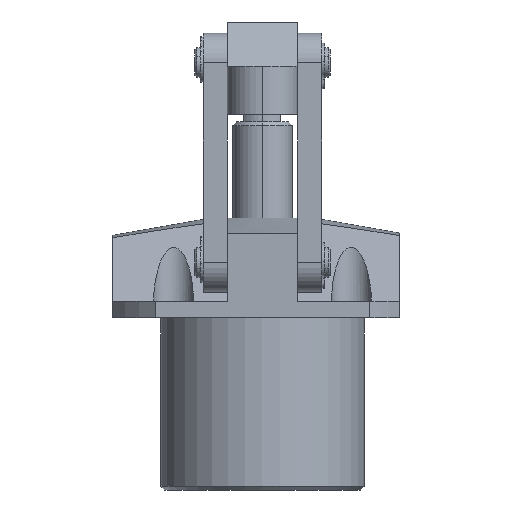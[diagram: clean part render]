
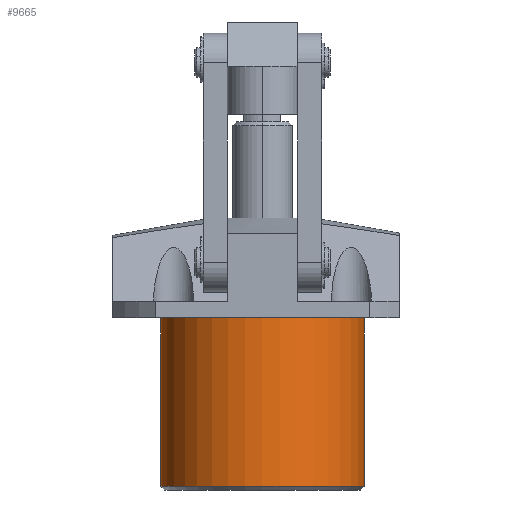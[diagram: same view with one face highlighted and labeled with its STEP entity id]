
A CAD part, front view. The second image highlights one B-rep face of the part: STEP entity #9665.
In plain terms, the highlighted cylindrical face has radius 27.5 mm (diameter 55 mm), a partial arc.
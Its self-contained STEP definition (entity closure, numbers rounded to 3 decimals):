
#275 = AXIS2_PLACEMENT_3D ( 'NONE', #781, #836, #911 ) ;
#781 = CARTESIAN_POINT ( 'NONE',  ( 0., 0., -46.5 ) ) ;
#836 = DIRECTION ( 'NONE',  ( 0., 0., 1. ) ) ;
#911 = DIRECTION ( 'NONE',  ( 1., 0., 0. ) ) ;
#1093 = CIRCLE ( 'NONE', #4478, 27.5 ) ;
#1449 = ORIENTED_EDGE ( 'NONE', *, *, #4707, .F. ) ;
#1629 = DIRECTION ( 'NONE',  ( 0., 0., 1. ) ) ;
#1638 = CARTESIAN_POINT ( 'NONE',  ( -27.5, 0., -46.5 ) ) ;
#2664 = VERTEX_POINT ( 'NONE', #9616 ) ;
#2665 = VERTEX_POINT ( 'NONE', #9610 ) ;
#2680 = VERTEX_POINT ( 'NONE', #9923 ) ;
#2684 = VERTEX_POINT ( 'NONE', #9919 ) ;
#4478 = AXIS2_PLACEMENT_3D ( 'NONE', #5584, #5583, #5582 ) ;
#4613 = AXIS2_PLACEMENT_3D ( 'NONE', #8092, #8090, #8088 ) ;
#4707 = EDGE_CURVE ( 'NONE', #2665, #2680, #7414, .T. ) ;
#4769 = EDGE_CURVE ( 'NONE', #2684, #2680, #7566, .T. ) ;
#4925 = EDGE_CURVE ( 'NONE', #2664, #2684, #6502, .T. ) ;
#5073 = EDGE_CURVE ( 'NONE', #2665, #2664, #1093, .T. ) ;
#5582 = DIRECTION ( 'NONE',  ( -1., 0., 0. ) ) ;
#5583 = DIRECTION ( 'NONE',  ( 0., 0., 1. ) ) ;
#5584 = CARTESIAN_POINT ( 'NONE',  ( 0., 0., -45.5 ) ) ;
#6148 = FACE_OUTER_BOUND ( 'NONE', #8652, .T. ) ;
#6154 = CYLINDRICAL_SURFACE ( 'NONE', #275, 27.5 ) ;
#6502 = LINE ( 'NONE', #8165, #6505 ) ;
#6505 = VECTOR ( 'NONE', #8705, 1000. ) ;
#7414 = LINE ( 'NONE', #1638, #7423 ) ;
#7423 = VECTOR ( 'NONE', #1629, 1000. ) ;
#7566 = CIRCLE ( 'NONE', #4613, 27.5 ) ;
#8088 = DIRECTION ( 'NONE',  ( 1., 0., 0. ) ) ;
#8090 = DIRECTION ( 'NONE',  ( 0., 0., -1. ) ) ;
#8092 = CARTESIAN_POINT ( 'NONE',  ( 0., 0., 0. ) ) ;
#8165 = CARTESIAN_POINT ( 'NONE',  ( 27.5, 0., -46.5 ) ) ;
#8349 = ORIENTED_EDGE ( 'NONE', *, *, #4769, .T. ) ;
#8353 = ORIENTED_EDGE ( 'NONE', *, *, #4925, .T. ) ;
#8382 = ORIENTED_EDGE ( 'NONE', *, *, #5073, .T. ) ;
#8652 = EDGE_LOOP ( 'NONE', ( #1449, #8382, #8353, #8349 ) ) ;
#8705 = DIRECTION ( 'NONE',  ( 0., 0., 1. ) ) ;
#9610 = CARTESIAN_POINT ( 'NONE',  ( -27.5, 0., -45.5 ) ) ;
#9616 = CARTESIAN_POINT ( 'NONE',  ( 27.5, 0., -45.5 ) ) ;
#9665 = ADVANCED_FACE ( 'NONE', ( #6148 ), #6154, .T. ) ;
#9919 = CARTESIAN_POINT ( 'NONE',  ( 27.5, 0., 0. ) ) ;
#9923 = CARTESIAN_POINT ( 'NONE',  ( -27.5, 0., 0. ) ) ;
